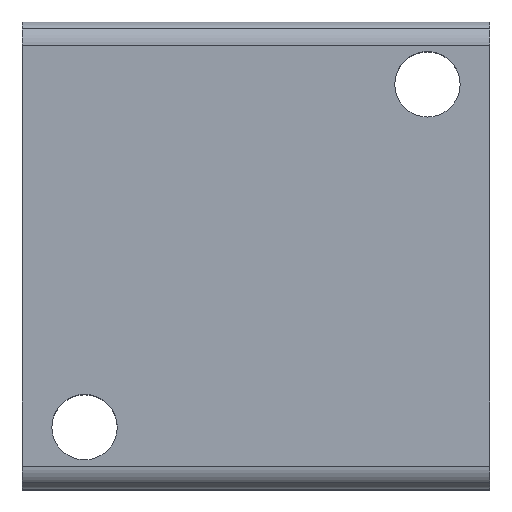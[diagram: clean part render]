
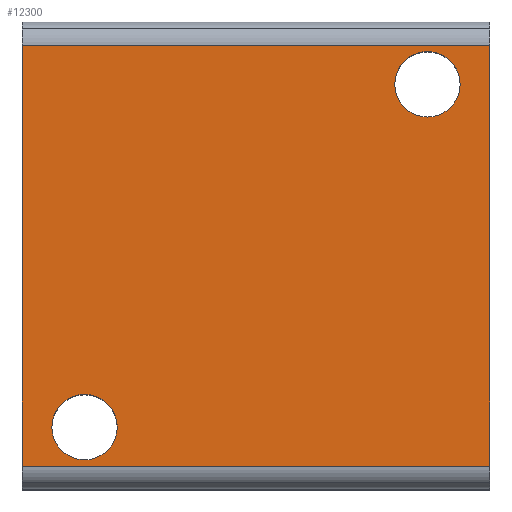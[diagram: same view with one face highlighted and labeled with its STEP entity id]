
A CAD part, top view. The second image highlights one B-rep face of the part: STEP entity #12300.
In plain terms, the highlighted face is planar.
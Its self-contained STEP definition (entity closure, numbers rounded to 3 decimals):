
#313=CARTESIAN_POINT('',(-15.0,-6.25,-7.9));
#314=VERTEX_POINT('',#313);
#323=CARTESIAN_POINT('',(-15.0,-6.25,-12.1));
#324=VERTEX_POINT('',#323);
#325=CARTESIAN_POINT('',(-15.0,-6.25,-10.));
#326=DIRECTION('',(0.0,1.0,0.0));
#327=DIRECTION('',(0.0,0.0,1.0));
#328=AXIS2_PLACEMENT_3D('',#325,#326,#327);
#329=CIRCLE('',#328,2.1);
#330=EDGE_CURVE('',#324,#314,#329,.T.);
#355=CARTESIAN_POINT('',(7.0,-6.25,14.1));
#356=VERTEX_POINT('',#355);
#365=CARTESIAN_POINT('',(7.0,-6.25,9.9));
#366=VERTEX_POINT('',#365);
#367=CARTESIAN_POINT('',(7.0,-6.25,12.));
#368=DIRECTION('',(0.0,1.0,0.0));
#369=DIRECTION('',(0.0,0.0,1.0));
#370=AXIS2_PLACEMENT_3D('',#367,#368,#369);
#371=CIRCLE('',#370,2.1);
#372=EDGE_CURVE('',#366,#356,#371,.T.);
#10345=CARTESIAN_POINT('',(11.0,-6.25,-12.5));
#10346=VERTEX_POINT('',#10345);
#10354=CARTESIAN_POINT('',(-19.0,-6.25,-12.5));
#10355=VERTEX_POINT('',#10354);
#10356=CARTESIAN_POINT('',(11.0,-6.25,-12.5));
#10357=DIRECTION('',(-1.0,0.0,0.0));
#10358=VECTOR('',#10357,30.0);
#10359=LINE('',#10356,#10358);
#10360=EDGE_CURVE('',#10346,#10355,#10359,.T.);
#10409=CARTESIAN_POINT('',(-19.0,-6.25,14.5));
#10410=VERTEX_POINT('',#10409);
#10411=CARTESIAN_POINT('',(-19.0,-6.25,14.5));
#10412=DIRECTION('',(0.0,0.0,-1.0));
#10413=VECTOR('',#10412,27.);
#10414=LINE('',#10411,#10413);
#10415=EDGE_CURVE('',#10410,#10355,#10414,.T.);
#10793=CARTESIAN_POINT('',(11.0,-6.25,14.5));
#10794=VERTEX_POINT('',#10793);
#10795=CARTESIAN_POINT('',(-19.0,-6.25,14.5));
#10796=DIRECTION('',(1.0,0.0,0.0));
#10797=VECTOR('',#10796,30.0);
#10798=LINE('',#10795,#10797);
#10799=EDGE_CURVE('',#10410,#10794,#10798,.T.);
#10853=CARTESIAN_POINT('',(11.0,-6.25,-12.5));
#10854=DIRECTION('',(0.0,0.0,1.0));
#10855=VECTOR('',#10854,27.);
#10856=LINE('',#10853,#10855);
#10857=EDGE_CURVE('',#10346,#10794,#10856,.T.);
#12233=CARTESIAN_POINT('',(7.0,-6.25,12.));
#12234=DIRECTION('',(0.0,1.0,0.0));
#12235=DIRECTION('',(0.0,0.0,1.0));
#12236=AXIS2_PLACEMENT_3D('',#12233,#12234,#12235);
#12237=CIRCLE('',#12236,2.1);
#12238=EDGE_CURVE('',#356,#366,#12237,.T.);
#12271=CARTESIAN_POINT('',(-15.0,-6.25,-10.));
#12272=DIRECTION('',(0.0,1.0,0.0));
#12273=DIRECTION('',(0.0,0.0,1.0));
#12274=AXIS2_PLACEMENT_3D('',#12271,#12272,#12273);
#12275=CIRCLE('',#12274,2.1);
#12276=EDGE_CURVE('',#314,#324,#12275,.T.);
#12281=CARTESIAN_POINT('',(-4.,-6.25,1.));
#12282=DIRECTION('',(0.0,1.0,0.0));
#12283=DIRECTION('',(0.0,0.0,1.0));
#12284=AXIS2_PLACEMENT_3D('',#12281,#12282,#12283);
#12285=PLANE('',#12284);
#12286=ORIENTED_EDGE('',*,*,#10360,.F.);
#12287=ORIENTED_EDGE('',*,*,#10857,.T.);
#12288=ORIENTED_EDGE('',*,*,#10799,.F.);
#12289=ORIENTED_EDGE('',*,*,#10415,.T.);
#12290=EDGE_LOOP('',(#12286,#12287,#12288,#12289));
#12291=FACE_OUTER_BOUND('',#12290,.T.);
#12292=ORIENTED_EDGE('',*,*,#372,.T.);
#12293=ORIENTED_EDGE('',*,*,#12238,.T.);
#12294=EDGE_LOOP('',(#12292,#12293));
#12295=FACE_BOUND('',#12294,.T.);
#12296=ORIENTED_EDGE('',*,*,#330,.T.);
#12297=ORIENTED_EDGE('',*,*,#12276,.T.);
#12298=EDGE_LOOP('',(#12296,#12297));
#12299=FACE_BOUND('',#12298,.T.);
#12300=ADVANCED_FACE('',(#12291,#12295,#12299),#12285,.F.);
